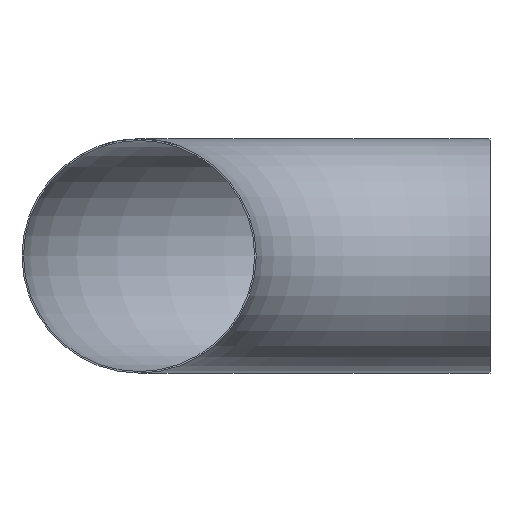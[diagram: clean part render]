
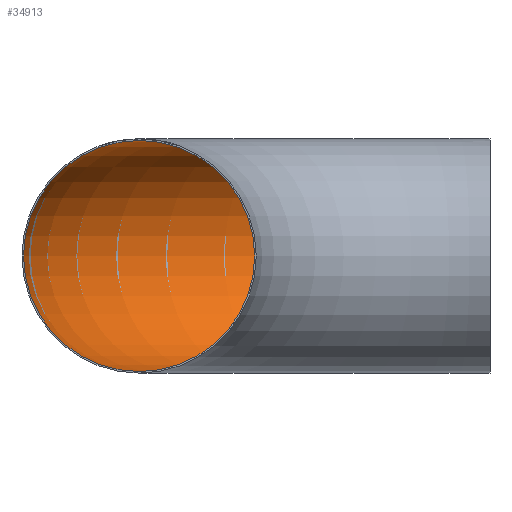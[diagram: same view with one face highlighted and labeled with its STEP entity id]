
A CAD part, front view. The second image highlights one B-rep face of the part: STEP entity #34913.
In plain terms, the highlighted toroidal (fillet/blend) face has major radius 914 mm and minor radius 301 mm.
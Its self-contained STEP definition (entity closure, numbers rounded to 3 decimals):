
#151 = CARTESIAN_POINT ( 'NONE',  ( -914., 0., 0. ) ) ;
#742 = EDGE_CURVE ( 'NONE', #5010, #5010, #5341, .T. ) ;
#2611 = EDGE_LOOP ( 'NONE', ( #34020 ) ) ;
#4107 = FACE_OUTER_BOUND ( 'NONE', #2611, .T. ) ;
#4155 = ORIENTED_EDGE ( 'NONE', *, *, #742, .T. ) ;
#4780 = AXIS2_PLACEMENT_3D ( 'NONE', #35595, #7323, #21443 ) ;
#5010 = VERTEX_POINT ( 'NONE', #16329 ) ;
#5341 = CIRCLE ( 'NONE', #4780, 301. ) ;
#5909 = DIRECTION ( 'NONE',  ( 0., 0., 1. ) ) ;
#6521 = DIRECTION ( 'NONE',  ( -1., 0., 0. ) ) ;
#7323 = DIRECTION ( 'NONE',  ( 1., 0., 0. ) ) ;
#11045 = EDGE_LOOP ( 'NONE', ( #4155 ) ) ;
#13370 = TOROIDAL_SURFACE ( 'NONE', #26437, 914., 301. ) ;
#13964 = EDGE_CURVE ( 'NONE', #30675, #30675, #20938, .T. ) ;
#16329 = CARTESIAN_POINT ( 'NONE',  ( 0., 1215., 0. ) ) ;
#20938 = CIRCLE ( 'NONE', #28677, 301. ) ;
#21443 = DIRECTION ( 'NONE',  ( 0., 1., 0. ) ) ;
#26226 = CARTESIAN_POINT ( 'NONE',  ( 0., 0., 0. ) ) ;
#26437 = AXIS2_PLACEMENT_3D ( 'NONE', #26226, #26590, #6521 ) ;
#26590 = DIRECTION ( 'NONE',  ( 0., 0., -1. ) ) ;
#28677 = AXIS2_PLACEMENT_3D ( 'NONE', #151, #31402, #5909 ) ;
#30675 = VERTEX_POINT ( 'NONE', #34016 ) ;
#31402 = DIRECTION ( 'NONE',  ( 0., 1., 0. ) ) ;
#32019 = FACE_OUTER_BOUND ( 'NONE', #11045, .T. ) ;
#34016 = CARTESIAN_POINT ( 'NONE',  ( -914., 0., 301. ) ) ;
#34020 = ORIENTED_EDGE ( 'NONE', *, *, #13964, .F. ) ;
#34913 = ADVANCED_FACE ( 'NONE', ( #32019, #4107 ), #13370, .F. ) ;
#35595 = CARTESIAN_POINT ( 'NONE',  ( 0., 914., 0. ) ) ;
